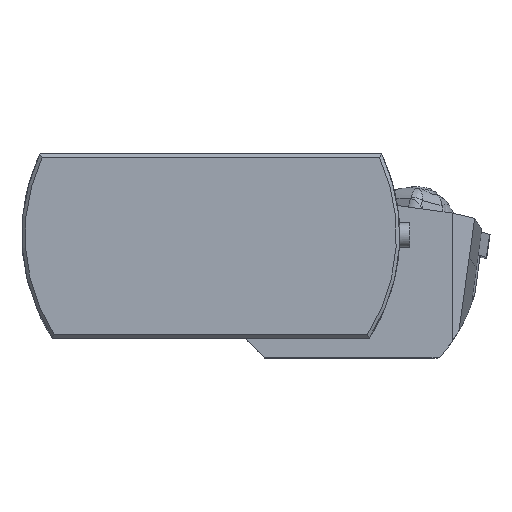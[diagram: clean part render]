
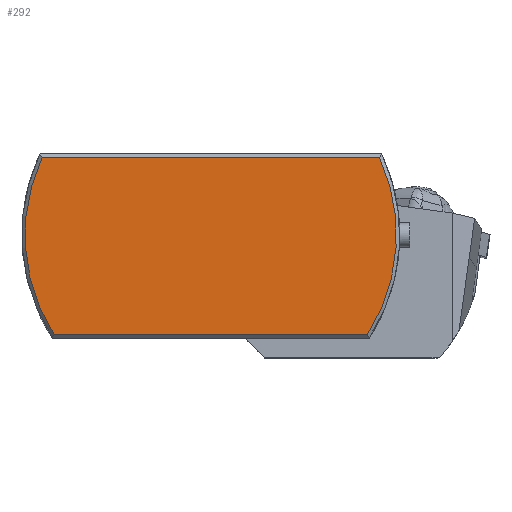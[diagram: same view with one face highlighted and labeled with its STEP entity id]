
A CAD part, top view. The second image highlights one B-rep face of the part: STEP entity #292.
In plain terms, the highlighted planar face has unit normal (0, 0, 1).
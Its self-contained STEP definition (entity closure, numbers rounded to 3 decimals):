
#164=FACE_OUTER_BOUND('',#432,.T.);
#229=PLANE('',#1812);
#292=ADVANCED_FACE('',(#164),#229,.T.);
#432=EDGE_LOOP('',(#1035,#1036,#1037,#1038));
#540=LINE('',#2493,#653);
#542=LINE('',#2506,#655);
#653=VECTOR('',#1955,1.);
#655=VECTOR('',#1959,1.);
#760=CIRCLE('',#1748,37.825);
#762=CIRCLE('',#1753,37.825);
#1035=ORIENTED_EDGE('',*,*,#1432,.F.);
#1036=ORIENTED_EDGE('',*,*,#1439,.F.);
#1037=ORIENTED_EDGE('',*,*,#1441,.F.);
#1038=ORIENTED_EDGE('',*,*,#1435,.T.);
#1279=VERTEX_POINT('',#2482);
#1281=VERTEX_POINT('',#2485);
#1283=VERTEX_POINT('',#2494);
#1284=VERTEX_POINT('',#2505);
#1432=EDGE_CURVE('',#1279,#1281,#760,.T.);
#1435=EDGE_CURVE('',#1283,#1281,#540,.T.);
#1439=EDGE_CURVE('',#1284,#1279,#542,.T.);
#1441=EDGE_CURVE('',#1283,#1284,#762,.T.);
#1748=AXIS2_PLACEMENT_3D('',#2484,#1949,#1950);
#1753=AXIS2_PLACEMENT_3D('',#2509,#1963,#1964);
#1812=AXIS2_PLACEMENT_3D('',#2712,#2138,#2139);
#1949=DIRECTION('',(0.,0.,-1.));
#1950=DIRECTION('',(1.,0.,0.));
#1955=DIRECTION('',(-1.,0.,0.));
#1959=DIRECTION('',(-1.,0.,0.));
#1963=DIRECTION('',(0.,0.,-1.));
#1964=DIRECTION('',(1.,0.,0.));
#2138=DIRECTION('',(0.,0.,1.));
#2139=DIRECTION('',(1.,0.,0.));
#2482=CARTESIAN_POINT('',(-31.9,-20.325,0.));
#2484=CARTESIAN_POINT('',(0.,0.,0.));
#2485=CARTESIAN_POINT('',(-34.355,15.825,0.));
#2493=CARTESIAN_POINT('',(-6.922,15.825,0.));
#2494=CARTESIAN_POINT('',(34.355,15.825,0.));
#2505=CARTESIAN_POINT('',(31.9,-20.325,0.));
#2506=CARTESIAN_POINT('',(-6.922,-20.325,0.));
#2509=CARTESIAN_POINT('',(0.,0.,0.));
#2712=CARTESIAN_POINT('',(0.,0.,0.));
